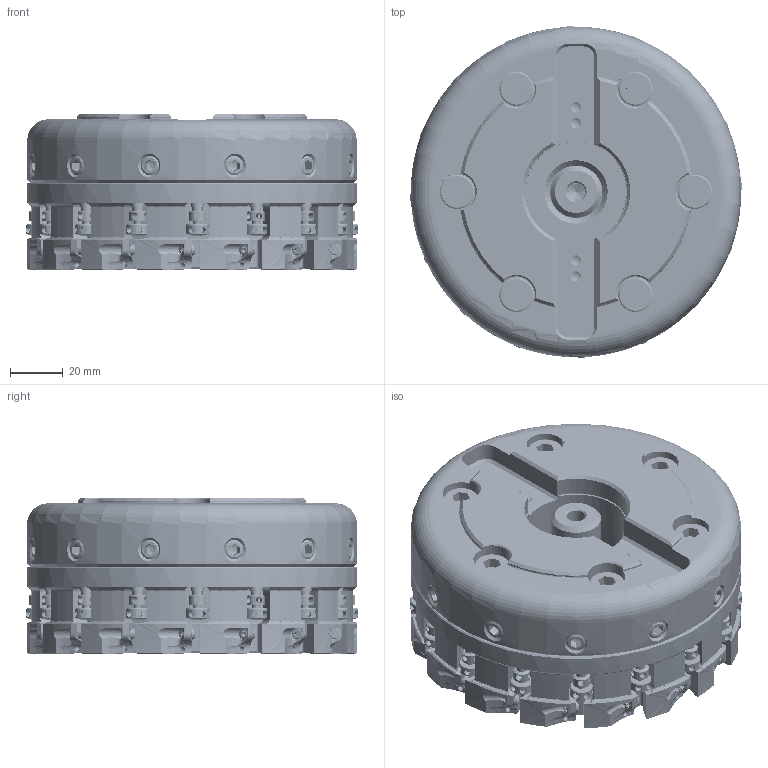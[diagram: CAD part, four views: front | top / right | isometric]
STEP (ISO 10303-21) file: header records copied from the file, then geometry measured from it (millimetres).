
FILE_DESCRIPTION(/* description */ (''),/* implementation_level */ '2;1');
FILE_NAME(/* name */ 'FMAXUR0516E.stp',/* time_stamp */ '2021-09-08T11:39:38+09:00',/* author */ (''),/* organization */ (''),/* preprocessor_version */ 'ST-DEVELOPER v16',/* originating_system */ 'SIEMENS PLM Software NX 10.0',/* authorisation */ '');
FILE_SCHEMA (('AUTOMOTIVE_DESIGN { 1 0 10303 214 3 1 1 1 }'));
Products named in the file (1): FMAXUR0516E_ASM
Bounding box: 125.6 x 125.6 x 59 mm (x, y, z)
Volume: 591989.5 mm3; surface area: 140072.4 mm2
Topology: 69 solids, 69 shells, 3105 faces, 7828 edges, 5150 vertices
Faces by surface type: cylinder 1340, plane 849, cone 608, torus 244, bspline 32, sphere 32
Entity records: 120238 total; most frequent: CARTESIAN_POINT 42878, DIRECTION 16236, ORIENTED_EDGE 15496, EDGE_CURVE 7748, AXIS2_PLACEMENT_3D 6651, VERTEX_POINT 4904, EDGE_LOOP 3476, CIRCLE 3285
